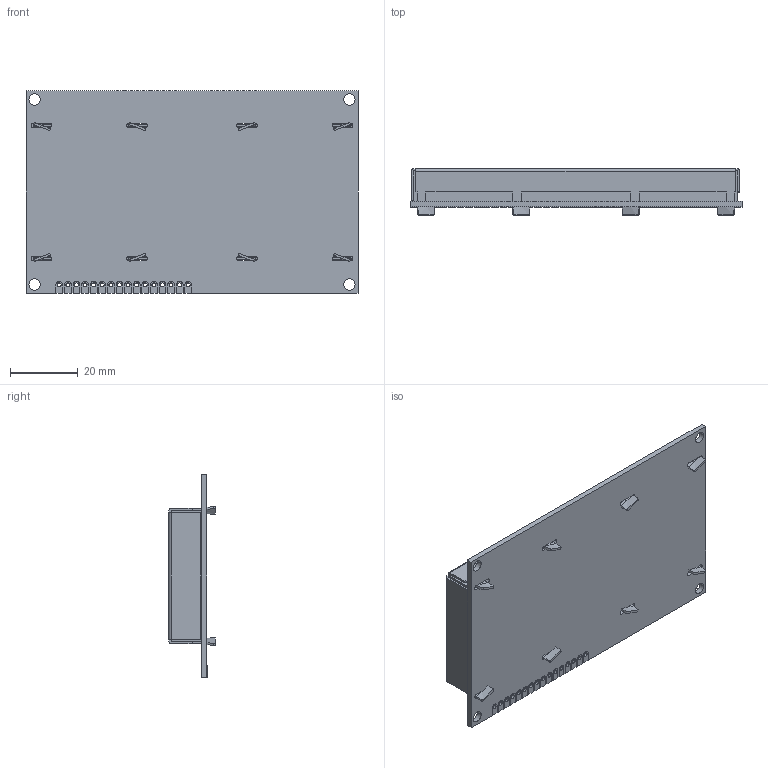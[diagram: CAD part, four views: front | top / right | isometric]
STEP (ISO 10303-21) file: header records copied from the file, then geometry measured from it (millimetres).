
FILE_DESCRIPTION((''),'2;1');
FILE_NAME('LCD20X4HD44780','2016-01-24T',('zemlike'),(''),'CREO PARAMETRIC BY PTC INC, 2015380','CREO PARAMETRIC BY PTC INC, 2015380','');
FILE_SCHEMA(('CONFIG_CONTROL_DESIGN'));
Length unit declared in the file: inch
Products named in the file (1): LCD20X4HD44780
Bounding box: 98.07 x 13.65 x 59.94 mm (x, y, z)
Volume: 44933 mm3; surface area: 15807.6 mm2
Topology: 1 solids, 1 shells, 398 faces, 1160 edges, 744 vertices
Faces by surface type: plane 206, cylinder 104, bspline 84, torus 4
Entity records: 14948 total; most frequent: CARTESIAN_POINT 4430, ORIENTED_EDGE 2320, DIRECTION 1984, EDGE_CURVE 1160, VECTOR 868, LINE 868, VERTEX_POINT 744, AXIS2_PLACEMENT_3D 558
